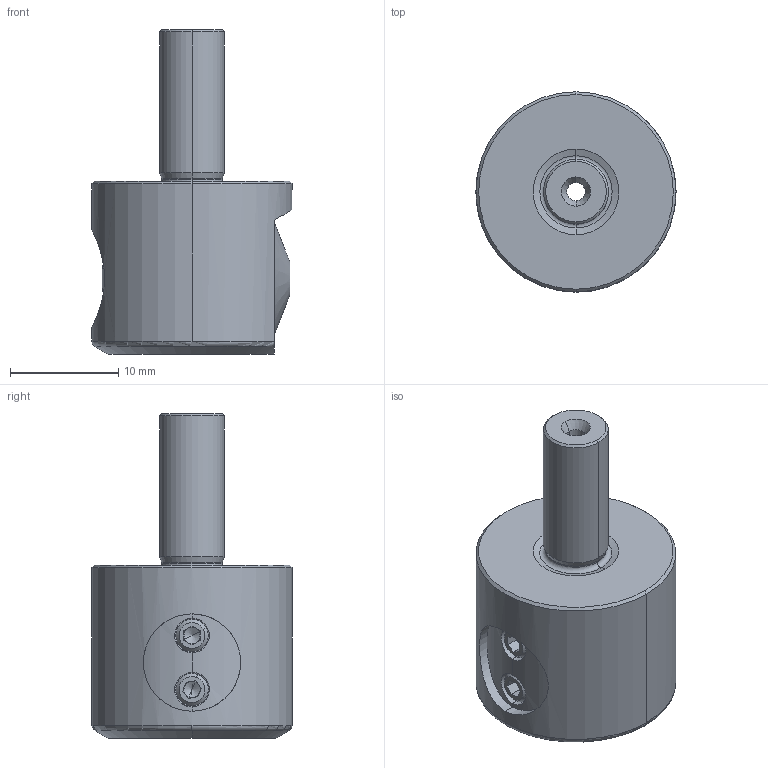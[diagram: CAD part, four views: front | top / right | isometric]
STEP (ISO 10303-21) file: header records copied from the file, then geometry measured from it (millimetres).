
FILE_DESCRIPTION(('no description'),'unknown implementation level');
FILE_NAME('9B672F06-ECA2-4C11-9892-8FF9EE6DF2B1_export.stp',' ',('CIMSOURCE GmbH'),('CADClick - KiM GmbH - www.kimweb.de'),'unknown preprocess','ACIS','unknown authorization');
FILE_SCHEMA(('automotive_design'));
Length unit declared in the file: millimetre
Products named in the file (4): 112.508 Kaiser Ausdrehkopf metr. EWN 04-7x�6|690.538 Kaiser ETL M3 X 6;Schnitt-Linear austragen1; 112.508 Kaiser Ausdrehkopf metr. EWN 04-7x�6|195.067 Kaiser Werkzeugtr�ger EWN 04-7xCK1;Spiegeln1; 112.508 Kaiser Ausdrehkopf metr. EWN 04-7x�6|195.111 Kaiser Werkzeugk�rper EWN 04-7x�6;<195.111 Norm �6 Zapfen>-<Schleifen Aussen-� und Fase>
Bounding box: 18.5 x 18.5 x 30 mm (x, y, z)
Volume: 4136.3 mm3; surface area: 3119.8 mm2
Topology: 4 solids, 4 shells, 123 faces, 288 edges, 169 vertices
Faces by surface type: plane 49, cylinder 38, cone 30, torus 6
Entity records: 7323 total; most frequent: CARTESIAN_POINT 1159, DIRECTION 614, STYLED_ITEM 580, PRESENTATION_STYLE_ASSIGNMENT 580, COLOUR_RGB 580, ORIENTED_EDGE 568, EDGE_CURVE 284, CURVE_STYLE 284
